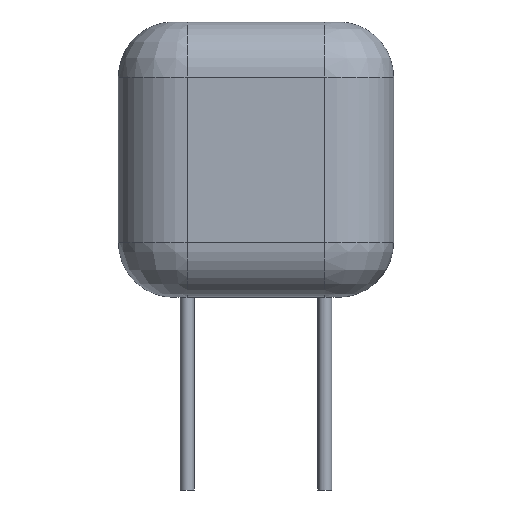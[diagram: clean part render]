
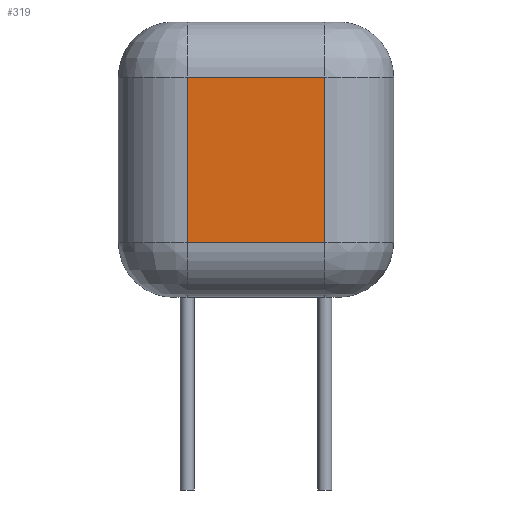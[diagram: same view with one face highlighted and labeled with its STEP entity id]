
A CAD part, front view. The second image highlights one B-rep face of the part: STEP entity #319.
In plain terms, the highlighted planar face has unit normal (0, -1, 0).
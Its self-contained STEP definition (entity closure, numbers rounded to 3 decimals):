
#12=DIRECTION('',(0.,0.,1.));
#26=DIRECTION('',(1.,0.,0.));
#30=DIRECTION('',(-1.,0.,0.));
#100=VECTOR('',#26,1.);
#119=VERTEX_POINT('',#120);
#120=CARTESIAN_POINT('',(5.,-2.5,5.));
#157=VERTEX_POINT('',#158);
#158=CARTESIAN_POINT('',(0.,-2.5,5.));
#164=ORIENTED_EDGE('',*,*,#165,.T.);
#165=EDGE_CURVE('',#157,#119,#166,.T.);
#166=LINE('',#167,#100);
#167=CARTESIAN_POINT('',(0.,-2.5,5.));
#297=ORIENTED_EDGE('',*,*,#298,.T.);
#298=EDGE_CURVE('',#119,#299,#301,.T.);
#299=VERTEX_POINT('',#300);
#300=CARTESIAN_POINT('',(5.,-2.5,11.));
#301=LINE('',#302,#303);
#302=CARTESIAN_POINT('',(5.,-2.5,3.));
#303=VECTOR('',#12,1.);
#319=ADVANCED_FACE('',(#320),#333,.T.);
#320=FACE_BOUND('',#321,.T.);
#321=EDGE_LOOP('',(#297,#322,#329,#164));
#322=ORIENTED_EDGE('',*,*,#323,.T.);
#323=EDGE_CURVE('',#299,#324,#326,.T.);
#324=VERTEX_POINT('',#325);
#325=CARTESIAN_POINT('',(0.,-2.5,11.));
#326=LINE('',#327,#328);
#327=CARTESIAN_POINT('',(5.,-2.5,11.));
#328=VECTOR('',#30,1.);
#329=ORIENTED_EDGE('',*,*,#330,.F.);
#330=EDGE_CURVE('',#157,#324,#331,.T.);
#331=LINE('',#332,#303);
#332=CARTESIAN_POINT('',(0.,-2.5,3.));
#333=PLANE('',#334);
#334=AXIS2_PLACEMENT_3D('',#335,#336,#30);
#335=CARTESIAN_POINT('',(5.,-2.5,3.));
#336=DIRECTION('',(0.,-1.,0.));
